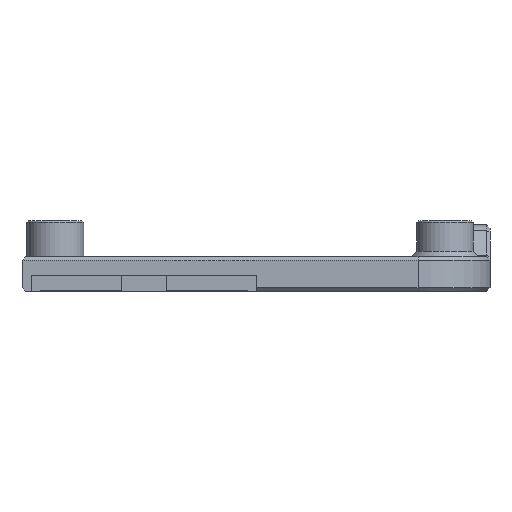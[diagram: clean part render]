
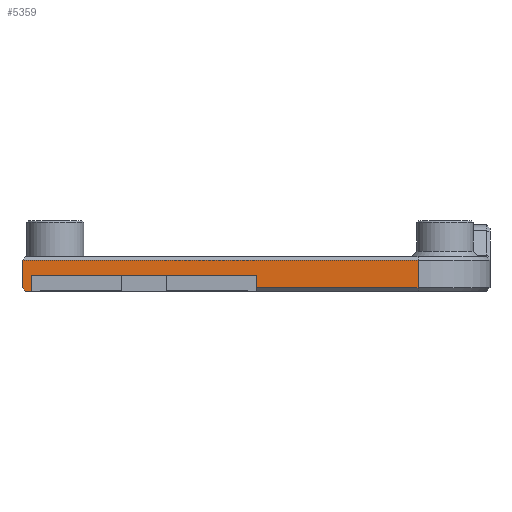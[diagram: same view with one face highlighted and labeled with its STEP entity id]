
A CAD part, left-side view. The second image highlights one B-rep face of the part: STEP entity #5359.
In plain terms, the highlighted planar face has unit normal (-1, 0, 0).
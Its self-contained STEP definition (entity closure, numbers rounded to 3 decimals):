
#171=PLANE('',#5779);
#423=FACE_OUTER_BOUND('',#753,.T.);
#753=EDGE_LOOP('',(#4383,#4384,#4385,#4386,#4387,#4388,#4389,#4390,#4391));
#1391=LINE('',#10200,#1805);
#1399=LINE('',#10262,#1813);
#1443=LINE('',#10375,#1857);
#1445=LINE('',#10381,#1859);
#1529=LINE('',#11976,#1943);
#1557=LINE('',#12047,#1971);
#1558=LINE('',#12049,#1972);
#1559=LINE('',#12050,#1973);
#1560=LINE('',#12051,#1974);
#1805=VECTOR('',#6345,10.);
#1813=VECTOR('',#6383,10.);
#1857=VECTOR('',#6499,10.);
#1859=VECTOR('',#6505,10.);
#1943=VECTOR('',#6757,10.);
#1971=VECTOR('',#6843,10.);
#1972=VECTOR('',#6844,10.);
#1973=VECTOR('',#6845,10.);
#1974=VECTOR('',#6846,10.);
#2295=VERTEX_POINT('',#10054);
#2341=VERTEX_POINT('',#10198);
#2361=VERTEX_POINT('',#10261);
#2393=VERTEX_POINT('',#10369);
#2394=VERTEX_POINT('',#10373);
#2396=VERTEX_POINT('',#10379);
#2498=VERTEX_POINT('',#11975);
#2512=VERTEX_POINT('',#12046);
#2513=VERTEX_POINT('',#12048);
#2932=EDGE_CURVE('',#2341,#2295,#1391,.T.);
#2955=EDGE_CURVE('',#2295,#2361,#1399,.T.);
#3013=EDGE_CURVE('',#2393,#2394,#1443,.T.);
#3016=EDGE_CURVE('',#2393,#2396,#1445,.T.);
#3185=EDGE_CURVE('',#2498,#2396,#1529,.T.);
#3221=EDGE_CURVE('',#2341,#2512,#1557,.T.);
#3222=EDGE_CURVE('',#2512,#2513,#1558,.T.);
#3223=EDGE_CURVE('',#2513,#2394,#1559,.T.);
#3224=EDGE_CURVE('',#2361,#2498,#1560,.T.);
#4383=ORIENTED_EDGE('',*,*,#2955,.F.);
#4384=ORIENTED_EDGE('',*,*,#2932,.F.);
#4385=ORIENTED_EDGE('',*,*,#3221,.T.);
#4386=ORIENTED_EDGE('',*,*,#3222,.T.);
#4387=ORIENTED_EDGE('',*,*,#3223,.T.);
#4388=ORIENTED_EDGE('',*,*,#3013,.F.);
#4389=ORIENTED_EDGE('',*,*,#3016,.T.);
#4390=ORIENTED_EDGE('',*,*,#3185,.F.);
#4391=ORIENTED_EDGE('',*,*,#3224,.F.);
#5359=ADVANCED_FACE('',(#423),#171,.T.);
#5779=AXIS2_PLACEMENT_3D('',#12045,#6841,#6842);
#6345=DIRECTION('',(0.,1.,0.));
#6383=DIRECTION('',(0.,0.707,0.707));
#6499=DIRECTION('',(0.,1.,0.));
#6505=DIRECTION('',(0.,0.,1.));
#6757=DIRECTION('',(0.,-1.,0.));
#6841=DIRECTION('center_axis',(-1.,0.,0.));
#6842=DIRECTION('ref_axis',(0.,-1.,0.));
#6843=DIRECTION('',(0.,0.,1.));
#6844=DIRECTION('',(0.,-1.,0.));
#6845=DIRECTION('',(0.,0.,-1.));
#6846=DIRECTION('',(0.,0.,1.));
#10054=CARTESIAN_POINT('',(0.,51.6,0.));
#10198=CARTESIAN_POINT('',(0.,50.925,0.));
#10200=CARTESIAN_POINT('',(0.,8.,0.));
#10261=CARTESIAN_POINT('',(0.,52.,0.4));
#10262=CARTESIAN_POINT('',(0.,51.8,0.2));
#10369=CARTESIAN_POINT('',(0.,8.,0.4));
#10373=CARTESIAN_POINT('',(0.,25.925,0.4));
#10375=CARTESIAN_POINT('',(0.,39.,0.4));
#10379=CARTESIAN_POINT('',(0.,8.,3.45));
#10381=CARTESIAN_POINT('',(0.,8.,0.));
#11975=CARTESIAN_POINT('',(0.,52.,3.45));
#11976=CARTESIAN_POINT('',(0.,39.,3.45));
#12045=CARTESIAN_POINT('Origin',(0.,52.,0.));
#12046=CARTESIAN_POINT('',(0.,50.925,1.8));
#12047=CARTESIAN_POINT('',(0.,50.925,0.));
#12048=CARTESIAN_POINT('',(0.,25.925,1.8));
#12049=CARTESIAN_POINT('',(0.,45.213,1.8));
#12050=CARTESIAN_POINT('',(0.,25.925,0.));
#12051=CARTESIAN_POINT('',(0.,52.,0.));
